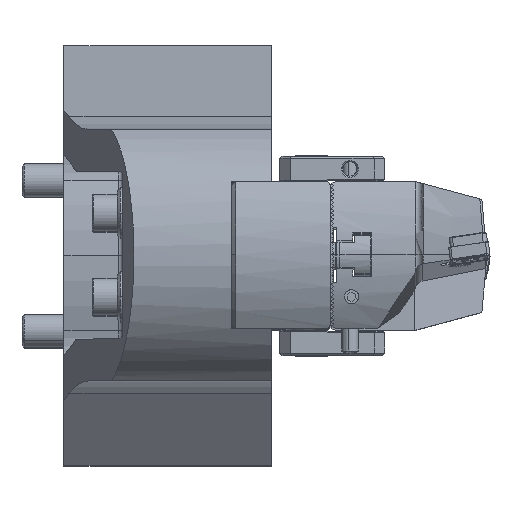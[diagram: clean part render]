
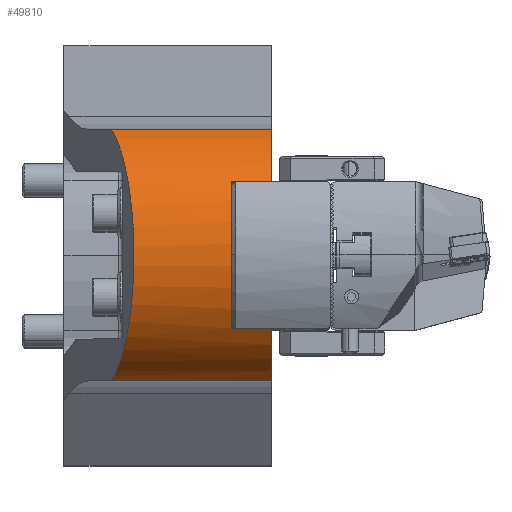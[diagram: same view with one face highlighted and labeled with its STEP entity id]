
A CAD part, top view. The second image highlights one B-rep face of the part: STEP entity #49810.
In plain terms, the highlighted cylindrical face has radius 65 mm (diameter 130 mm), a partial arc.
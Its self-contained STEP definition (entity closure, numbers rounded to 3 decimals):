
#2471 = LINE ( 'NONE', #6607, #27222 ) ;
#2796 = ORIENTED_EDGE ( 'NONE', *, *, #18989, .F. ) ;
#3628 = CARTESIAN_POINT ( 'NONE',  ( 22.674, 60., 269. ) ) ;
#5401 = VERTEX_POINT ( 'NONE', #53025 ) ;
#5623 = EDGE_CURVE ( 'NONE', #42193, #5401, #39789, .T. ) ;
#5820 = EDGE_CURVE ( 'NONE', #6916, #51396, #30550, .T. ) ;
#6607 = CARTESIAN_POINT ( 'NONE',  ( 0., -35., 298.772 ) ) ;
#6916 = VERTEX_POINT ( 'NONE', #47340 ) ;
#7208 = ORIENTED_EDGE ( 'NONE', *, *, #5623, .F. ) ;
#7689 = CYLINDRICAL_SURFACE ( 'NONE', #8490, 65. ) ;
#8490 = AXIS2_PLACEMENT_3D ( 'NONE', #12011, #41496, #36550 ) ;
#10585 = CARTESIAN_POINT ( 'NONE',  ( 99., 60., 269. ) ) ;
#11740 = CARTESIAN_POINT ( 'NONE',  ( 99., 35., 298.772 ) ) ;
#12011 = CARTESIAN_POINT ( 'NONE',  ( 0., 0., 244. ) ) ;
#12052 = CARTESIAN_POINT ( 'NONE',  ( 80., -35., 298.772 ) ) ;
#12819 = EDGE_CURVE ( 'NONE', #51396, #13077, #62034, .T. ) ;
#12954 = VECTOR ( 'NONE', #14798, 1000. ) ;
#13077 = VERTEX_POINT ( 'NONE', #10585 ) ;
#14798 = DIRECTION ( 'NONE',  ( -1., 0., 0. ) ) ;
#15074 = AXIS2_PLACEMENT_3D ( 'NONE', #28096, #62579, #33064 ) ;
#15660 = CARTESIAN_POINT ( 'NONE',  ( 22.674, 60., 269. ) ) ;
#15887 = VECTOR ( 'NONE', #33920, 1000. ) ;
#18989 = EDGE_CURVE ( 'NONE', #5401, #25946, #36063, .T. ) ;
#19164 = DIRECTION ( 'NONE',  ( 1., 0., 0. ) ) ;
#19748 = CARTESIAN_POINT ( 'NONE',  ( 0., -60., 269. ) ) ;
#19885 = AXIS2_PLACEMENT_3D ( 'NONE', #55574, #26032, #60479 ) ;
#20131 = EDGE_CURVE ( 'NONE', #6916, #41870, #42119, .T. ) ;
#20624 = CARTESIAN_POINT ( 'NONE',  ( 39.45, -33.913, 331.609 ) ) ;
#21062 = ORIENTED_EDGE ( 'NONE', *, *, #50600, .F. ) ;
#21700 = EDGE_CURVE ( 'NONE', #42193, #41870, #2471, .T. ) ;
#24804 = ORIENTED_EDGE ( 'NONE', *, *, #62189, .T. ) ;
#25371 = CARTESIAN_POINT ( 'NONE',  ( 99., 0., 244. ) ) ;
#25946 = VERTEX_POINT ( 'NONE', #56294 ) ;
#26032 = DIRECTION ( 'NONE',  ( 1., 0., 0. ) ) ;
#27222 = VECTOR ( 'NONE', #41101, 1000. ) ;
#28096 = CARTESIAN_POINT ( 'NONE',  ( 99., 0., 244. ) ) ;
#28852 = CARTESIAN_POINT ( 'NONE',  ( 0., 60., 269. ) ) ;
#29666 = CARTESIAN_POINT ( 'NONE',  ( 99., -35., 298.772 ) ) ;
#30331 = DIRECTION ( 'NONE',  ( 0., 0., 1. ) ) ;
#30550 = LINE ( 'NONE', #58473, #15887 ) ;
#32333 = LINE ( 'NONE', #28852, #43879 ) ;
#33064 = DIRECTION ( 'NONE',  ( 0., 0., -1. ) ) ;
#33920 = DIRECTION ( 'NONE',  ( 1., 0., 0. ) ) ;
#35260 = CARTESIAN_POINT ( 'NONE',  ( 39.45, 33.913, 331.609 ) ) ;
#35799 = AXIS2_PLACEMENT_3D ( 'NONE', #25371, #59836, #30331 ) ;
#36063 = LINE ( 'NONE', #19748, #12954 ) ;
#36550 = DIRECTION ( 'NONE',  ( 0., 0., -1. ) ) ;
#38877 = EDGE_LOOP ( 'NONE', ( #24804, #2796, #7208, #40183, #52253, #60020, #39139, #21062 ) ) ;
#39139 = ORIENTED_EDGE ( 'NONE', *, *, #12819, .T. ) ;
#39789 = CIRCLE ( 'NONE', #35799, 65. ) ;
#40183 = ORIENTED_EDGE ( 'NONE', *, *, #21700, .T. ) ;
#41101 = DIRECTION ( 'NONE',  ( -1., 0., 0. ) ) ;
#41496 = DIRECTION ( 'NONE',  ( 1., 0., 0. ) ) ;
#41870 = VERTEX_POINT ( 'NONE', #12052 ) ;
#42119 = CIRCLE ( 'NONE', #19885, 65. ) ;
#42193 = VERTEX_POINT ( 'NONE', #29666 ) ;
#43879 = VECTOR ( 'NONE', #19164, 1000. ) ;
#46576 =( BOUNDED_CURVE ( )  B_SPLINE_CURVE ( 3, ( #15660, #35260, #20624, #55119 ),
 .UNSPECIFIED., .F., .T. ) 
 B_SPLINE_CURVE_WITH_KNOTS ( ( 4, 4 ),
 ( 5.107, 7.459 ),
 .UNSPECIFIED. ) 
 CURVE ( )  GEOMETRIC_REPRESENTATION_ITEM ( )  RATIONAL_B_SPLINE_CURVE ( ( 1., 0.59, 0.59, 1. ) ) 
 REPRESENTATION_ITEM ( '' )  );
#47340 = CARTESIAN_POINT ( 'NONE',  ( 80., 35., 298.772 ) ) ;
#49810 = ADVANCED_FACE ( 'NONE', ( #60144 ), #7689, .T. ) ;
#50600 = EDGE_CURVE ( 'NONE', #55925, #13077, #32333, .T. ) ;
#51396 = VERTEX_POINT ( 'NONE', #11740 ) ;
#52253 = ORIENTED_EDGE ( 'NONE', *, *, #20131, .F. ) ;
#53025 = CARTESIAN_POINT ( 'NONE',  ( 99., -60., 269. ) ) ;
#55119 = CARTESIAN_POINT ( 'NONE',  ( 22.674, -60., 269. ) ) ;
#55574 = CARTESIAN_POINT ( 'NONE',  ( 80., 0., 244. ) ) ;
#55925 = VERTEX_POINT ( 'NONE', #3628 ) ;
#56294 = CARTESIAN_POINT ( 'NONE',  ( 22.674, -60., 269. ) ) ;
#58473 = CARTESIAN_POINT ( 'NONE',  ( 0., 35., 298.772 ) ) ;
#59836 = DIRECTION ( 'NONE',  ( 1., 0., 0. ) ) ;
#60020 = ORIENTED_EDGE ( 'NONE', *, *, #5820, .T. ) ;
#60144 = FACE_OUTER_BOUND ( 'NONE', #38877, .T. ) ;
#60479 = DIRECTION ( 'NONE',  ( 0., 0., 1. ) ) ;
#62034 = CIRCLE ( 'NONE', #15074, 65. ) ;
#62189 = EDGE_CURVE ( 'NONE', #55925, #25946, #46576, .T. ) ;
#62579 = DIRECTION ( 'NONE',  ( -1., 0., 0. ) ) ;
